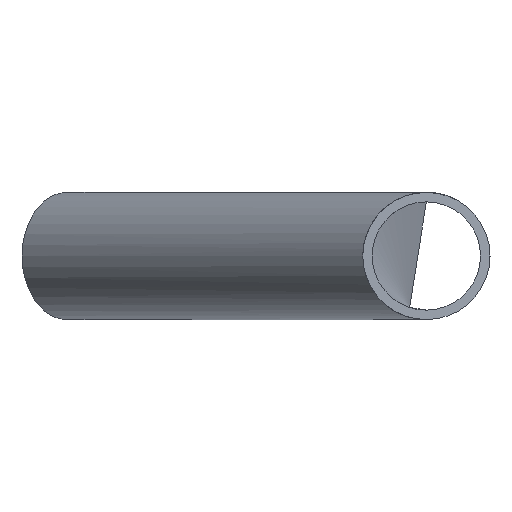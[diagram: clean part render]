
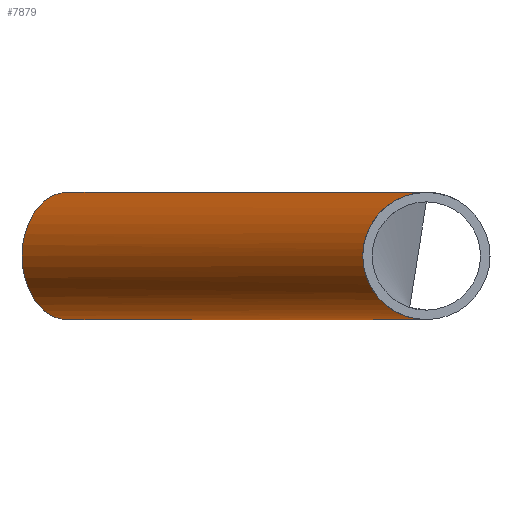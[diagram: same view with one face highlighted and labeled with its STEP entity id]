
A CAD part, left-side view. The second image highlights one B-rep face of the part: STEP entity #7879.
In plain terms, the highlighted cylindrical face has radius 13.45 mm (diameter 26.9 mm), a full revolution.
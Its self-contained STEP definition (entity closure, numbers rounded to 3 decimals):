
#432 = DIRECTION ( 'NONE',  ( 0.707, 0.707, 0. ) ) ;
#821 = CARTESIAN_POINT ( 'NONE',  ( -13.471, 0., -13.45 ) ) ;
#917 = VERTEX_POINT ( 'NONE', #14746 ) ;
#1659 = CARTESIAN_POINT ( 'NONE',  ( -13.471, 0., 13.45 ) ) ;
#1838 = CYLINDRICAL_SURFACE ( 'NONE', #6559, 13.45 ) ;
#3289 =( BOUNDED_CURVE ( )  B_SPLINE_CURVE ( 3, ( #8700, #14393, #7369, #1659 ),
 .UNSPECIFIED., .F., .T. ) 
 B_SPLINE_CURVE_WITH_KNOTS ( ( 4, 4 ),
 ( 1.571, 4.712 ),
 .UNSPECIFIED. ) 
 CURVE ( )  GEOMETRIC_REPRESENTATION_ITEM ( )  RATIONAL_B_SPLINE_CURVE ( ( 1., 0.333, 0.333, 1. ) ) 
 REPRESENTATION_ITEM ( '' )  );
#3358 =( BOUNDED_CURVE ( )  B_SPLINE_CURVE ( 3, ( #13839, #11519, #3381, #821 ),
 .UNSPECIFIED., .F., .T. ) 
 B_SPLINE_CURVE_WITH_KNOTS ( ( 4, 4 ),
 ( 4.712, 7.854 ),
 .UNSPECIFIED. ) 
 CURVE ( )  GEOMETRIC_REPRESENTATION_ITEM ( )  RATIONAL_B_SPLINE_CURVE ( ( 1., 0.333, 0.333, 1. ) ) 
 REPRESENTATION_ITEM ( '' )  );
#3381 = CARTESIAN_POINT ( 'NONE',  ( -24.614, 26.9, -13.45 ) ) ;
#3420 = EDGE_LOOP ( 'NONE', ( #6135, #5573 ) ) ;
#4580 = CIRCLE ( 'NONE', #11779, 13.45 ) ;
#4947 = FACE_OUTER_BOUND ( 'NONE', #9082, .T. ) ;
#5041 = EDGE_CURVE ( 'NONE', #10861, #7217, #3289, .T. ) ;
#5573 = ORIENTED_EDGE ( 'NONE', *, *, #13026, .F. ) ;
#6135 = ORIENTED_EDGE ( 'NONE', *, *, #5041, .F. ) ;
#6399 = CARTESIAN_POINT ( 'NONE',  ( 62.522, 75.994, 0. ) ) ;
#6559 = AXIS2_PLACEMENT_3D ( 'NONE', #6399, #10398, #7971 ) ;
#7064 = CARTESIAN_POINT ( 'NONE',  ( -13.471, 0., -13.45 ) ) ;
#7217 = VERTEX_POINT ( 'NONE', #10895 ) ;
#7369 = CARTESIAN_POINT ( 'NONE',  ( 51.471, 26.9, 13.45 ) ) ;
#7523 = CARTESIAN_POINT ( 'NONE',  ( 62.522, 75.994, 0. ) ) ;
#7654 = EDGE_CURVE ( 'NONE', #917, #917, #4580, .T. ) ;
#7879 = ADVANCED_FACE ( 'NONE', ( #8457, #4947 ), #1838, .T. ) ;
#7971 = DIRECTION ( 'NONE',  ( -0.707, 0.707, 0. ) ) ;
#8457 = FACE_OUTER_BOUND ( 'NONE', #3420, .T. ) ;
#8700 = CARTESIAN_POINT ( 'NONE',  ( -13.471, 0., -13.45 ) ) ;
#9082 = EDGE_LOOP ( 'NONE', ( #12164 ) ) ;
#10398 = DIRECTION ( 'NONE',  ( 0.707, 0.707, 0. ) ) ;
#10861 = VERTEX_POINT ( 'NONE', #7064 ) ;
#10877 = DIRECTION ( 'NONE',  ( -0.707, 0.707, 0. ) ) ;
#10895 = CARTESIAN_POINT ( 'NONE',  ( -13.471, 0., 13.45 ) ) ;
#11519 = CARTESIAN_POINT ( 'NONE',  ( -24.614, 26.9, 13.45 ) ) ;
#11779 = AXIS2_PLACEMENT_3D ( 'NONE', #7523, #432, #10877 ) ;
#12164 = ORIENTED_EDGE ( 'NONE', *, *, #7654, .F. ) ;
#13026 = EDGE_CURVE ( 'NONE', #7217, #10861, #3358, .T. ) ;
#13839 = CARTESIAN_POINT ( 'NONE',  ( -13.471, 0., 13.45 ) ) ;
#14393 = CARTESIAN_POINT ( 'NONE',  ( 51.471, 26.9, -13.45 ) ) ;
#14746 = CARTESIAN_POINT ( 'NONE',  ( 53.012, 85.504, 0. ) ) ;
